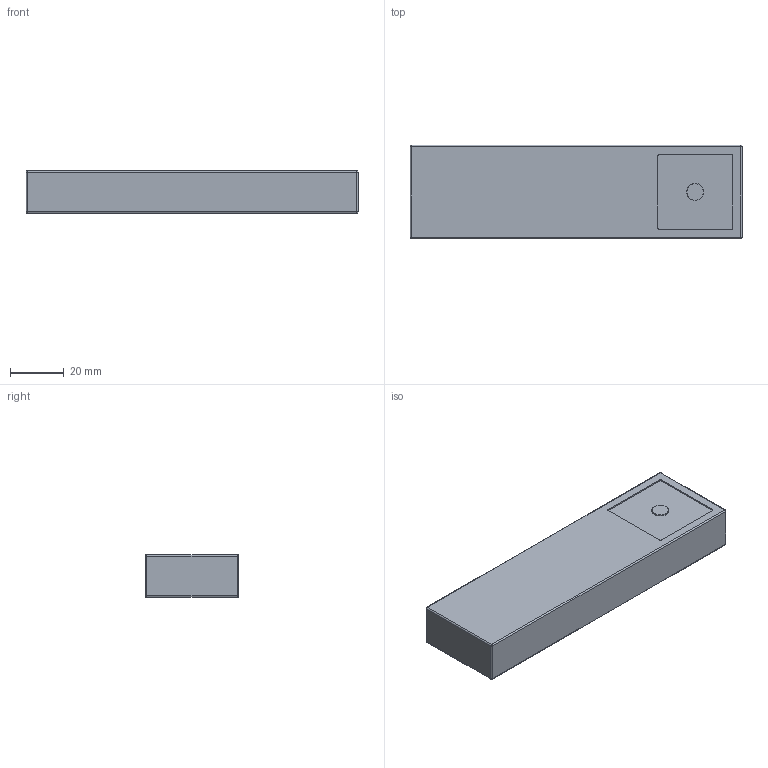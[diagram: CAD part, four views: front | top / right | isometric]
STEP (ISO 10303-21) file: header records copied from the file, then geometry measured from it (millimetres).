
FILE_DESCRIPTION (( 'STEP AP214' ), '1' );
FILE_NAME ('Intel Euclid Cammera - Share.STEP', '2022-09-28T00:21:10', ( '' ), ( '' ), 'SwSTEP 2.0', 'SolidWorks 2022', '' );
FILE_SCHEMA (( 'AUTOMOTIVE_DESIGN' ));
Length unit declared in the file: inch
Products named in the file (1): Intel Euclid Cammera - Share
Bounding box: 123.83 x 34.92 x 15.88 mm (x, y, z)
Volume: 68234.4 mm3; surface area: 13683.1 mm2
Topology: 1 solids, 1 shells, 148 faces, 372 edges, 234 vertices
Faces by surface type: plane 89, bspline 31, cylinder 18, sphere 8, torus 2
Entity records: 7645 total; most frequent: CARTESIAN_POINT 2898, ORIENTED_EDGE 728, DIRECTION 578, EDGE_CURVE 364, LINE 262, VECTOR 262, VERTEX_POINT 234, EDGE_LOOP 164
